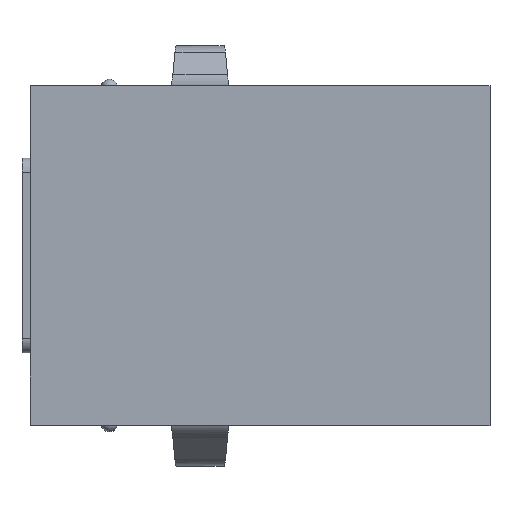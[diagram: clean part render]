
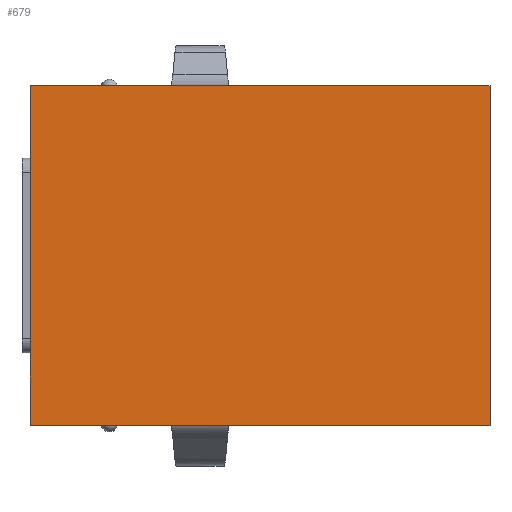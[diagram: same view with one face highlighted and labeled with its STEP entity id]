
A CAD part, top view. The second image highlights one B-rep face of the part: STEP entity #679.
In plain terms, the highlighted planar face has unit normal (0, 0, 1).
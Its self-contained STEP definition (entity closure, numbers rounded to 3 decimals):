
#74 = VERTEX_POINT('',#75);
#75 = CARTESIAN_POINT('',(14.99,-7.28,
    11.01));
#81 = EDGE_CURVE('',#74,#82,#84,.T.);
#82 = VERTEX_POINT('',#83);
#83 = CARTESIAN_POINT('',(-1.31,-7.28,
    11.01));
#84 = LINE('',#85,#86);
#85 = CARTESIAN_POINT('',(14.99,-7.28,
    11.01));
#86 = VECTOR('',#87,1.);
#87 = DIRECTION('',(-1.,0.,0.));
#662 = VERTEX_POINT('',#663);
#663 = CARTESIAN_POINT('',(14.99,4.76,
    11.01));
#669 = EDGE_CURVE('',#662,#74,#670,.T.);
#670 = LINE('',#671,#672);
#671 = CARTESIAN_POINT('',(14.99,4.76,
    11.01));
#672 = VECTOR('',#673,1.);
#673 = DIRECTION('',(0.,-1.,0.));
#679 = ADVANCED_FACE('',(#680),#698,.F.);
#680 = FACE_BOUND('',#681,.T.);
#681 = EDGE_LOOP('',(#682,#690,#691,#692));
#682 = ORIENTED_EDGE('',*,*,#683,.T.);
#683 = EDGE_CURVE('',#684,#82,#686,.T.);
#684 = VERTEX_POINT('',#685);
#685 = CARTESIAN_POINT('',(-1.31,4.76,
    11.01));
#686 = LINE('',#687,#688);
#687 = CARTESIAN_POINT('',(-1.31,4.76,
    11.01));
#688 = VECTOR('',#689,1.);
#689 = DIRECTION('',(0.,-1.,0.));
#690 = ORIENTED_EDGE('',*,*,#81,.F.);
#691 = ORIENTED_EDGE('',*,*,#669,.F.);
#692 = ORIENTED_EDGE('',*,*,#693,.T.);
#693 = EDGE_CURVE('',#662,#684,#694,.T.);
#694 = LINE('',#695,#696);
#695 = CARTESIAN_POINT('',(14.99,4.76,
    11.01));
#696 = VECTOR('',#697,1.);
#697 = DIRECTION('',(-1.,0.,0.));
#698 = PLANE('',#699);
#699 = AXIS2_PLACEMENT_3D('',#700,#701,#702);
#700 = CARTESIAN_POINT('',(14.99,4.76,
    11.01));
#701 = DIRECTION('',(0.,0.,-1.));
#702 = DIRECTION('',(-1.,0.,0.));
